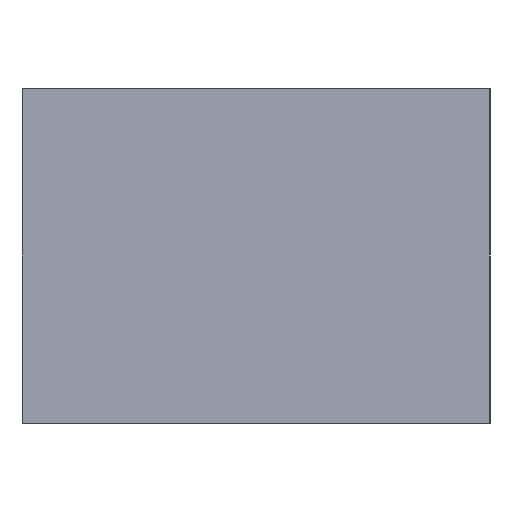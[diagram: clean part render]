
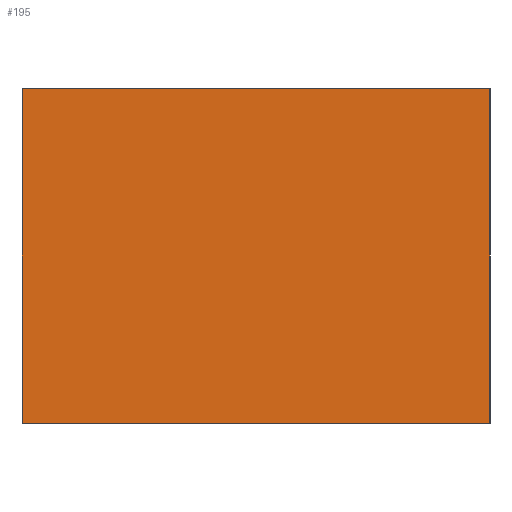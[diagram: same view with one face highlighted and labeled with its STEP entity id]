
A CAD part, left-side view. The second image highlights one B-rep face of the part: STEP entity #195.
In plain terms, the highlighted planar face has unit normal (-1, 0, 0).
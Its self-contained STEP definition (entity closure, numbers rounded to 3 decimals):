
#25=FACE_OUTER_BOUND('',#37,.T.);
#37=EDGE_LOOP('',(#167,#168,#169,#170));
#51=LINE('',#298,#75);
#55=LINE('',#307,#79);
#61=LINE('',#318,#85);
#62=LINE('',#320,#86);
#75=VECTOR('',#244,10.);
#79=VECTOR('',#254,10.);
#85=VECTOR('',#264,10.);
#86=VECTOR('',#267,10.);
#94=VERTEX_POINT('',#291);
#97=VERTEX_POINT('',#296);
#99=VERTEX_POINT('',#306);
#102=VERTEX_POINT('',#316);
#115=EDGE_CURVE('',#97,#94,#51,.T.);
#119=EDGE_CURVE('',#99,#97,#55,.T.);
#125=EDGE_CURVE('',#102,#94,#61,.T.);
#126=EDGE_CURVE('',#99,#102,#62,.T.);
#167=ORIENTED_EDGE('',*,*,#126,.T.);
#168=ORIENTED_EDGE('',*,*,#125,.T.);
#169=ORIENTED_EDGE('',*,*,#115,.F.);
#170=ORIENTED_EDGE('',*,*,#119,.F.);
#184=PLANE('',#220);
#195=ADVANCED_FACE('',(#25),#184,.T.);
#220=AXIS2_PLACEMENT_3D('',#319,#265,#266);
#244=DIRECTION('',(0.,-1.,0.));
#254=DIRECTION('',(0.,0.,1.));
#264=DIRECTION('',(0.,0.,1.));
#265=DIRECTION('center_axis',(-1.,0.,0.));
#266=DIRECTION('ref_axis',(0.,-1.,0.));
#267=DIRECTION('',(0.,-1.,0.));
#291=CARTESIAN_POINT('',(0.,0.,5.));
#296=CARTESIAN_POINT('',(0.,7.,5.));
#298=CARTESIAN_POINT('',(0.,0.,5.));
#306=CARTESIAN_POINT('',(0.,7.,0.));
#307=CARTESIAN_POINT('',(0.,7.,0.));
#316=CARTESIAN_POINT('',(0.,0.,0.));
#318=CARTESIAN_POINT('',(0.,0.,0.));
#319=CARTESIAN_POINT('Origin',(0.,7.,0.));
#320=CARTESIAN_POINT('',(0.,7.,0.));
